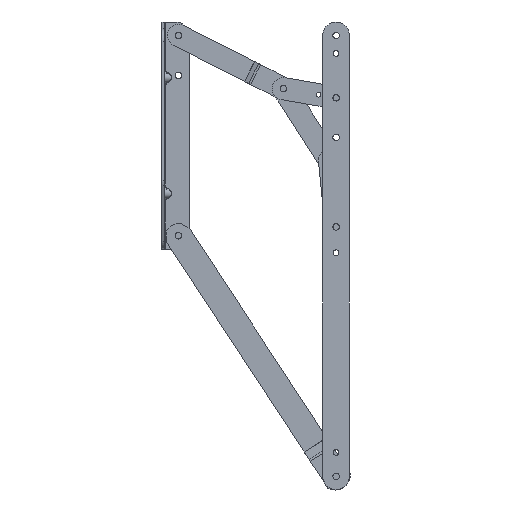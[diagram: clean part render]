
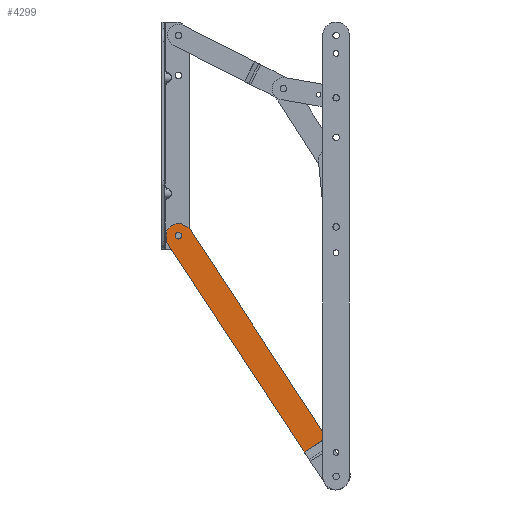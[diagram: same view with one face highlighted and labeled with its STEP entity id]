
A CAD part, left-side view. The second image highlights one B-rep face of the part: STEP entity #4299.
In plain terms, the highlighted planar face has unit normal (-1, 0, 0).
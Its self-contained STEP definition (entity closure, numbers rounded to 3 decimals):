
#71 = CIRCLE ( 'NONE', #3778, 3.65 ) ;
#78 = LINE ( 'NONE', #1734, #8038 ) ;
#251 = AXIS2_PLACEMENT_3D ( 'NONE', #3294, #8678, #4081 ) ;
#331 = ORIENTED_EDGE ( 'NONE', *, *, #1921, .T. ) ;
#389 = CARTESIAN_POINT ( 'NONE',  ( 2.3, 13.5, 3.65 ) ) ;
#527 = LINE ( 'NONE', #9729, #4651 ) ;
#592 = VERTEX_POINT ( 'NONE', #389 ) ;
#620 = DIRECTION ( 'NONE',  ( 0., 0., 1. ) ) ;
#653 = DIRECTION ( 'NONE',  ( -1., 0., 0. ) ) ;
#778 = VERTEX_POINT ( 'NONE', #8541 ) ;
#785 = DIRECTION ( 'NONE',  ( 0., 0., 1. ) ) ;
#827 = CIRCLE ( 'NONE', #251, 3.65 ) ;
#829 = EDGE_CURVE ( 'NONE', #592, #6161, #71, .T. ) ;
#898 = CARTESIAN_POINT ( 'NONE',  ( 2.3, 3.275, -9.674 ) ) ;
#980 = FACE_BOUND ( 'NONE', #5028, .T. ) ;
#1445 = CARTESIAN_POINT ( 'NONE',  ( 2.3, 4.275, 7.942 ) ) ;
#1567 = CARTESIAN_POINT ( 'NONE',  ( 2.3, 13.5, 0. ) ) ;
#1734 = CARTESIAN_POINT ( 'NONE',  ( 2.3, 343.8, 15. ) ) ;
#1746 = EDGE_CURVE ( 'NONE', #3537, #5888, #4302, .T. ) ;
#1921 = EDGE_CURVE ( 'NONE', #9162, #3537, #527, .T. ) ;
#1974 = CARTESIAN_POINT ( 'NONE',  ( 2.3, 293.98, -15. ) ) ;
#2031 = ORIENTED_EDGE ( 'NONE', *, *, #7780, .T. ) ;
#2240 = DIRECTION ( 'NONE',  ( 0., 0., -1. ) ) ;
#2295 = VERTEX_POINT ( 'NONE', #6348 ) ;
#2424 = DIRECTION ( 'NONE',  ( 0., 0., -1. ) ) ;
#2694 = EDGE_CURVE ( 'NONE', #7149, #2872, #9590, .T. ) ;
#2872 = VERTEX_POINT ( 'NONE', #7833 ) ;
#3158 = CARTESIAN_POINT ( 'NONE',  ( 2.3, 293.98, -7.942 ) ) ;
#3294 = CARTESIAN_POINT ( 'NONE',  ( 2.3, 13.5, 0. ) ) ;
#3386 = CARTESIAN_POINT ( 'NONE',  ( 2.3, 3.275, 9.674 ) ) ;
#3425 = LINE ( 'NONE', #3386, #5455 ) ;
#3456 = CARTESIAN_POINT ( 'NONE',  ( 2.3, 12.5, -15. ) ) ;
#3537 = VERTEX_POINT ( 'NONE', #3456 ) ;
#3778 = AXIS2_PLACEMENT_3D ( 'NONE', #1567, #6196, #785 ) ;
#3984 = EDGE_CURVE ( 'NONE', #2295, #4847, #3425, .T. ) ;
#4081 = DIRECTION ( 'NONE',  ( 0., 0., 1. ) ) ;
#4183 = ORIENTED_EDGE ( 'NONE', *, *, #3984, .T. ) ;
#4207 = CARTESIAN_POINT ( 'NONE',  ( 2.3, 4.275, -7.942 ) ) ;
#4299 = ADVANCED_FACE ( 'NONE', ( #980, #9200 ), #9883, .T. ) ;
#4302 = LINE ( 'NONE', #7012, #9966 ) ;
#4441 = VECTOR ( 'NONE', #2424, 1000. ) ;
#4452 = AXIS2_PLACEMENT_3D ( 'NONE', #1445, #6852, #2240 ) ;
#4651 = VECTOR ( 'NONE', #5089, 1000. ) ;
#4847 = VERTEX_POINT ( 'NONE', #5547 ) ;
#4906 = EDGE_LOOP ( 'NONE', ( #9692, #2031, #331, #7256, #7318, #5149, #7708, #4183 ) ) ;
#4922 = DIRECTION ( 'NONE',  ( 0., 0.866, 0.5 ) ) ;
#4962 = DIRECTION ( 'NONE',  ( 0., 0., 1. ) ) ;
#5028 = EDGE_LOOP ( 'NONE', ( #5210, #9657 ) ) ;
#5089 = DIRECTION ( 'NONE',  ( 0., -1., 0. ) ) ;
#5149 = ORIENTED_EDGE ( 'NONE', *, *, #2694, .T. ) ;
#5186 = EDGE_CURVE ( 'NONE', #2872, #2295, #7009, .T. ) ;
#5210 = ORIENTED_EDGE ( 'NONE', *, *, #6529, .F. ) ;
#5248 = DIRECTION ( 'NONE',  ( -1., 0., 0. ) ) ;
#5279 = CARTESIAN_POINT ( 'NONE',  ( 2.3, 17., 0. ) ) ;
#5455 = VECTOR ( 'NONE', #4922, 1000. ) ;
#5547 = CARTESIAN_POINT ( 'NONE',  ( 2.3, 12.5, 15. ) ) ;
#5771 = CIRCLE ( 'NONE', #7495, 2. ) ;
#5888 = VERTEX_POINT ( 'NONE', #898 ) ;
#6059 = DIRECTION ( 'NONE',  ( 0., 0., 1. ) ) ;
#6161 = VERTEX_POINT ( 'NONE', #6571 ) ;
#6196 = DIRECTION ( 'NONE',  ( -1., 0., 0. ) ) ;
#6348 = CARTESIAN_POINT ( 'NONE',  ( 2.3, 3.275, 9.674 ) ) ;
#6493 = LINE ( 'NONE', #3158, #4441 ) ;
#6529 = EDGE_CURVE ( 'NONE', #6161, #592, #827, .T. ) ;
#6571 = CARTESIAN_POINT ( 'NONE',  ( 2.3, 13.5, -3.65 ) ) ;
#6633 = EDGE_CURVE ( 'NONE', #5888, #7149, #5771, .T. ) ;
#6852 = DIRECTION ( 'NONE',  ( -1., 0., 0. ) ) ;
#7009 = CIRCLE ( 'NONE', #4452, 2. ) ;
#7012 = CARTESIAN_POINT ( 'NONE',  ( 2.3, 3.275, -9.674 ) ) ;
#7134 = DIRECTION ( 'NONE',  ( 0., 1., 0. ) ) ;
#7149 = VERTEX_POINT ( 'NONE', #8510 ) ;
#7256 = ORIENTED_EDGE ( 'NONE', *, *, #1746, .T. ) ;
#7318 = ORIENTED_EDGE ( 'NONE', *, *, #6633, .T. ) ;
#7495 = AXIS2_PLACEMENT_3D ( 'NONE', #4207, #9591, #4962 ) ;
#7708 = ORIENTED_EDGE ( 'NONE', *, *, #5186, .T. ) ;
#7778 = AXIS2_PLACEMENT_3D ( 'NONE', #9044, #5248, #620 ) ;
#7780 = EDGE_CURVE ( 'NONE', #778, #9162, #6493, .T. ) ;
#7833 = CARTESIAN_POINT ( 'NONE',  ( 2.3, 2.578, 9.001 ) ) ;
#7866 = EDGE_CURVE ( 'NONE', #4847, #778, #78, .T. ) ;
#7873 = DIRECTION ( 'NONE',  ( 0., -0.866, 0.5 ) ) ;
#8038 = VECTOR ( 'NONE', #7134, 1000. ) ;
#8510 = CARTESIAN_POINT ( 'NONE',  ( 2.3, 2.578, -9.001 ) ) ;
#8541 = CARTESIAN_POINT ( 'NONE',  ( 2.3, 293.98, 15. ) ) ;
#8678 = DIRECTION ( 'NONE',  ( -1., 0., 0. ) ) ;
#9044 = CARTESIAN_POINT ( 'NONE',  ( 2.3, 5.575, -7.942 ) ) ;
#9162 = VERTEX_POINT ( 'NONE', #1974 ) ;
#9200 = FACE_OUTER_BOUND ( 'NONE', #4906, .T. ) ;
#9590 = CIRCLE ( 'NONE', #9660, 17. ) ;
#9591 = DIRECTION ( 'NONE',  ( -1., 0., 0. ) ) ;
#9657 = ORIENTED_EDGE ( 'NONE', *, *, #829, .F. ) ;
#9660 = AXIS2_PLACEMENT_3D ( 'NONE', #5279, #653, #6059 ) ;
#9692 = ORIENTED_EDGE ( 'NONE', *, *, #7866, .T. ) ;
#9729 = CARTESIAN_POINT ( 'NONE',  ( 2.3, 343.8, -15. ) ) ;
#9883 = PLANE ( 'NONE',  #7778 ) ;
#9966 = VECTOR ( 'NONE', #7873, 1000. ) ;
